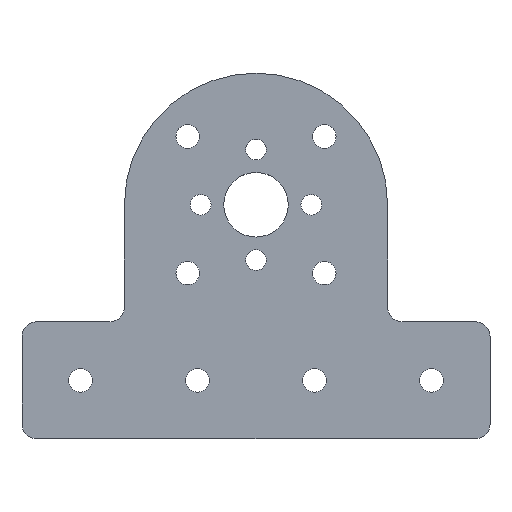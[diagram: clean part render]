
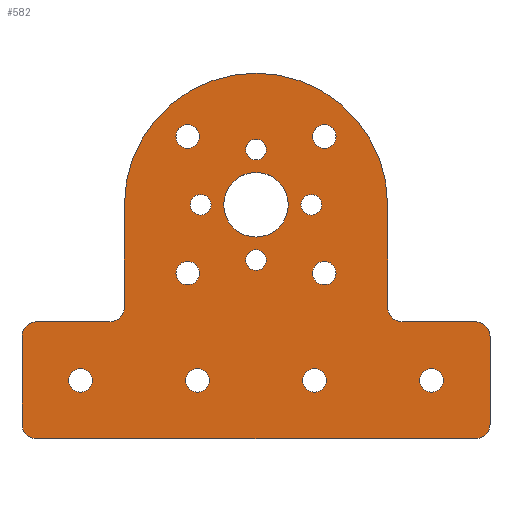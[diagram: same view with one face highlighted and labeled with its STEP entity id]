
A CAD part, top view. The second image highlights one B-rep face of the part: STEP entity #582.
In plain terms, the highlighted planar face has unit normal (0, 0, 1).
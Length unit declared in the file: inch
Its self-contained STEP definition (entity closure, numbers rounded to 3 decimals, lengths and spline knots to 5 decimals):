
#15=FACE_BOUND('',#89,.T.);
#16=FACE_BOUND('',#90,.T.);
#17=FACE_BOUND('',#91,.T.);
#18=FACE_BOUND('',#92,.T.);
#19=FACE_BOUND('',#93,.T.);
#20=FACE_BOUND('',#94,.T.);
#21=FACE_BOUND('',#95,.T.);
#22=FACE_BOUND('',#96,.T.);
#23=FACE_BOUND('',#97,.T.);
#24=FACE_BOUND('',#98,.T.);
#25=FACE_BOUND('',#99,.T.);
#26=FACE_BOUND('',#100,.T.);
#27=FACE_BOUND('',#101,.T.);
#41=PLANE('',#651);
#59=FACE_OUTER_BOUND('',#88,.T.);
#88=EDGE_LOOP('',(#427,#428,#429,#430,#431,#432,#433,#434,#435,#436,#437,
#438,#439,#440));
#89=EDGE_LOOP('',(#441));
#90=EDGE_LOOP('',(#442));
#91=EDGE_LOOP('',(#443));
#92=EDGE_LOOP('',(#444));
#93=EDGE_LOOP('',(#445));
#94=EDGE_LOOP('',(#446));
#95=EDGE_LOOP('',(#447));
#96=EDGE_LOOP('',(#448));
#97=EDGE_LOOP('',(#449));
#98=EDGE_LOOP('',(#450));
#99=EDGE_LOOP('',(#451));
#100=EDGE_LOOP('',(#452));
#101=EDGE_LOOP('',(#453));
#144=LINE('',#934,#185);
#145=LINE('',#938,#186);
#146=LINE('',#942,#187);
#147=LINE('',#946,#188);
#148=LINE('',#950,#189);
#149=LINE('',#954,#190);
#150=LINE('',#957,#191);
#185=VECTOR('',#761,0.3937);
#186=VECTOR('',#764,0.3937);
#187=VECTOR('',#767,0.3937);
#188=VECTOR('',#770,0.3937);
#189=VECTOR('',#773,0.3937);
#190=VECTOR('',#776,0.3937);
#191=VECTOR('',#779,0.3937);
#216=CIRCLE('',#625,0.0885);
#218=CIRCLE('',#628,0.0885);
#220=CIRCLE('',#631,0.0885);
#222=CIRCLE('',#634,0.0885);
#224=CIRCLE('',#637,0.1005);
#226=CIRCLE('',#640,0.1005);
#228=CIRCLE('',#643,0.1005);
#230=CIRCLE('',#646,0.1005);
#232=CIRCLE('',#649,0.125);
#234=CIRCLE('',#652,0.125);
#235=CIRCLE('',#653,0.125);
#236=CIRCLE('',#654,1.125);
#237=CIRCLE('',#655,0.125);
#238=CIRCLE('',#656,0.125);
#239=CIRCLE('',#657,0.125);
#240=CIRCLE('',#658,0.1015);
#241=CIRCLE('',#659,0.1015);
#242=CIRCLE('',#660,0.1015);
#243=CIRCLE('',#661,0.1015);
#244=CIRCLE('',#662,0.27559);
#256=VERTEX_POINT('',#876);
#258=VERTEX_POINT('',#882);
#260=VERTEX_POINT('',#888);
#262=VERTEX_POINT('',#894);
#264=VERTEX_POINT('',#900);
#266=VERTEX_POINT('',#906);
#268=VERTEX_POINT('',#912);
#270=VERTEX_POINT('',#918);
#272=VERTEX_POINT('',#924);
#273=VERTEX_POINT('',#925);
#276=VERTEX_POINT('',#933);
#277=VERTEX_POINT('',#935);
#278=VERTEX_POINT('',#937);
#279=VERTEX_POINT('',#939);
#280=VERTEX_POINT('',#941);
#281=VERTEX_POINT('',#943);
#282=VERTEX_POINT('',#945);
#283=VERTEX_POINT('',#947);
#284=VERTEX_POINT('',#949);
#285=VERTEX_POINT('',#951);
#286=VERTEX_POINT('',#953);
#287=VERTEX_POINT('',#955);
#288=VERTEX_POINT('',#958);
#289=VERTEX_POINT('',#960);
#290=VERTEX_POINT('',#962);
#291=VERTEX_POINT('',#964);
#292=VERTEX_POINT('',#966);
#310=EDGE_CURVE('',#256,#256,#216,.T.);
#313=EDGE_CURVE('',#258,#258,#218,.T.);
#316=EDGE_CURVE('',#260,#260,#220,.T.);
#319=EDGE_CURVE('',#262,#262,#222,.T.);
#322=EDGE_CURVE('',#264,#264,#224,.T.);
#325=EDGE_CURVE('',#266,#266,#226,.T.);
#328=EDGE_CURVE('',#268,#268,#228,.T.);
#331=EDGE_CURVE('',#270,#270,#230,.T.);
#334=EDGE_CURVE('',#272,#273,#232,.T.);
#338=EDGE_CURVE('',#272,#276,#144,.T.);
#339=EDGE_CURVE('',#277,#276,#234,.T.);
#340=EDGE_CURVE('',#277,#278,#145,.T.);
#341=EDGE_CURVE('',#279,#278,#235,.T.);
#342=EDGE_CURVE('',#279,#280,#146,.T.);
#343=EDGE_CURVE('',#280,#281,#236,.T.);
#344=EDGE_CURVE('',#281,#282,#147,.T.);
#345=EDGE_CURVE('',#283,#282,#237,.T.);
#346=EDGE_CURVE('',#283,#284,#148,.T.);
#347=EDGE_CURVE('',#285,#284,#238,.T.);
#348=EDGE_CURVE('',#285,#286,#149,.T.);
#349=EDGE_CURVE('',#287,#286,#239,.T.);
#350=EDGE_CURVE('',#287,#273,#150,.T.);
#351=EDGE_CURVE('',#288,#288,#240,.T.);
#352=EDGE_CURVE('',#289,#289,#241,.T.);
#353=EDGE_CURVE('',#290,#290,#242,.T.);
#354=EDGE_CURVE('',#291,#291,#243,.T.);
#355=EDGE_CURVE('',#292,#292,#244,.T.);
#427=ORIENTED_EDGE('',*,*,#334,.F.);
#428=ORIENTED_EDGE('',*,*,#338,.T.);
#429=ORIENTED_EDGE('',*,*,#339,.F.);
#430=ORIENTED_EDGE('',*,*,#340,.T.);
#431=ORIENTED_EDGE('',*,*,#341,.F.);
#432=ORIENTED_EDGE('',*,*,#342,.T.);
#433=ORIENTED_EDGE('',*,*,#343,.T.);
#434=ORIENTED_EDGE('',*,*,#344,.T.);
#435=ORIENTED_EDGE('',*,*,#345,.F.);
#436=ORIENTED_EDGE('',*,*,#346,.T.);
#437=ORIENTED_EDGE('',*,*,#347,.F.);
#438=ORIENTED_EDGE('',*,*,#348,.T.);
#439=ORIENTED_EDGE('',*,*,#349,.F.);
#440=ORIENTED_EDGE('',*,*,#350,.T.);
#441=ORIENTED_EDGE('',*,*,#310,.T.);
#442=ORIENTED_EDGE('',*,*,#313,.T.);
#443=ORIENTED_EDGE('',*,*,#316,.T.);
#444=ORIENTED_EDGE('',*,*,#319,.T.);
#445=ORIENTED_EDGE('',*,*,#322,.T.);
#446=ORIENTED_EDGE('',*,*,#325,.T.);
#447=ORIENTED_EDGE('',*,*,#328,.T.);
#448=ORIENTED_EDGE('',*,*,#331,.T.);
#449=ORIENTED_EDGE('',*,*,#351,.T.);
#450=ORIENTED_EDGE('',*,*,#352,.T.);
#451=ORIENTED_EDGE('',*,*,#353,.T.);
#452=ORIENTED_EDGE('',*,*,#354,.T.);
#453=ORIENTED_EDGE('',*,*,#355,.T.);
#582=ADVANCED_FACE('',(#59,#15,#16,#17,#18,#19,#20,#21,#22,#23,#24,#25,
#26,#27),#41,.T.);
#625=AXIS2_PLACEMENT_3D('',#877,#697,#698);
#628=AXIS2_PLACEMENT_3D('',#883,#704,#705);
#631=AXIS2_PLACEMENT_3D('',#889,#711,#712);
#634=AXIS2_PLACEMENT_3D('',#895,#718,#719);
#637=AXIS2_PLACEMENT_3D('',#901,#725,#726);
#640=AXIS2_PLACEMENT_3D('',#907,#732,#733);
#643=AXIS2_PLACEMENT_3D('',#913,#739,#740);
#646=AXIS2_PLACEMENT_3D('',#919,#746,#747);
#649=AXIS2_PLACEMENT_3D('',#926,#753,#754);
#651=AXIS2_PLACEMENT_3D('',#932,#759,#760);
#652=AXIS2_PLACEMENT_3D('',#936,#762,#763);
#653=AXIS2_PLACEMENT_3D('',#940,#765,#766);
#654=AXIS2_PLACEMENT_3D('',#944,#768,#769);
#655=AXIS2_PLACEMENT_3D('',#948,#771,#772);
#656=AXIS2_PLACEMENT_3D('',#952,#774,#775);
#657=AXIS2_PLACEMENT_3D('',#956,#777,#778);
#658=AXIS2_PLACEMENT_3D('',#959,#780,#781);
#659=AXIS2_PLACEMENT_3D('',#961,#782,#783);
#660=AXIS2_PLACEMENT_3D('',#963,#784,#785);
#661=AXIS2_PLACEMENT_3D('',#965,#786,#787);
#662=AXIS2_PLACEMENT_3D('',#967,#788,#789);
#697=DIRECTION('center_axis',(0.,0.,-1.));
#698=DIRECTION('ref_axis',(0.,-1.,0.));
#704=DIRECTION('center_axis',(0.,0.,-1.));
#705=DIRECTION('ref_axis',(-1.,0.,0.));
#711=DIRECTION('center_axis',(0.,0.,-1.));
#712=DIRECTION('ref_axis',(0.,1.,0.));
#718=DIRECTION('center_axis',(0.,0.,-1.));
#719=DIRECTION('ref_axis',(1.,0.,0.));
#725=DIRECTION('center_axis',(0.,0.,-1.));
#726=DIRECTION('ref_axis',(0.,-1.,0.));
#732=DIRECTION('center_axis',(0.,0.,-1.));
#733=DIRECTION('ref_axis',(-1.,0.,0.));
#739=DIRECTION('center_axis',(0.,0.,-1.));
#740=DIRECTION('ref_axis',(0.,1.,0.));
#746=DIRECTION('center_axis',(0.,0.,-1.));
#747=DIRECTION('ref_axis',(1.,0.,0.));
#753=DIRECTION('center_axis',(0.,0.,-1.));
#754=DIRECTION('ref_axis',(0.707,-0.707,0.));
#759=DIRECTION('center_axis',(0.,0.,1.));
#760=DIRECTION('ref_axis',(1.,0.,0.));
#761=DIRECTION('',(0.,1.,0.));
#762=DIRECTION('center_axis',(0.,0.,-1.));
#763=DIRECTION('ref_axis',(0.707,0.707,0.));
#764=DIRECTION('',(-1.,0.,0.));
#765=DIRECTION('center_axis',(0.,0.,1.));
#766=DIRECTION('ref_axis',(-0.707,-0.707,0.));
#767=DIRECTION('',(0.,1.,0.));
#768=DIRECTION('center_axis',(0.,0.,1.));
#769=DIRECTION('ref_axis',(1.,0.,0.));
#770=DIRECTION('',(0.,-1.,0.));
#771=DIRECTION('center_axis',(0.,0.,1.));
#772=DIRECTION('ref_axis',(0.707,-0.707,0.));
#773=DIRECTION('',(-1.,0.,0.));
#774=DIRECTION('center_axis',(0.,0.,-1.));
#775=DIRECTION('ref_axis',(-0.707,0.707,0.));
#776=DIRECTION('',(0.,-1.,0.));
#777=DIRECTION('center_axis',(0.,0.,-1.));
#778=DIRECTION('ref_axis',(-0.707,-0.707,0.));
#779=DIRECTION('',(1.,0.,0.));
#780=DIRECTION('center_axis',(0.,0.,-1.));
#781=DIRECTION('ref_axis',(-1.,0.,0.));
#782=DIRECTION('center_axis',(0.,0.,-1.));
#783=DIRECTION('ref_axis',(-1.,0.,0.));
#784=DIRECTION('center_axis',(0.,0.,-1.));
#785=DIRECTION('ref_axis',(-1.,0.,0.));
#786=DIRECTION('center_axis',(0.,0.,-1.));
#787=DIRECTION('ref_axis',(-1.,0.,0.));
#788=DIRECTION('center_axis',(0.,0.,-1.));
#789=DIRECTION('ref_axis',(-1.,0.,0.));
#876=CARTESIAN_POINT('',(0.47244,0.0885,0.13));
#877=CARTESIAN_POINT('Origin',(0.47244,0.,0.13));
#882=CARTESIAN_POINT('',(0.0885,-0.47244,0.13));
#883=CARTESIAN_POINT('Origin',(0.,-0.47244,
0.13));
#888=CARTESIAN_POINT('',(-0.47244,-0.0885,0.13));
#889=CARTESIAN_POINT('Origin',(-0.47244,0.,0.13));
#894=CARTESIAN_POINT('',(-0.0885,0.47244,0.13));
#895=CARTESIAN_POINT('Origin',(0.,0.47244,0.13));
#900=CARTESIAN_POINT('',(0.58336,-0.48286,0.13));
#901=CARTESIAN_POINT('Origin',(0.58336,-0.58336,0.13));
#906=CARTESIAN_POINT('',(-0.48286,-0.58336,0.13));
#907=CARTESIAN_POINT('Origin',(-0.58336,-0.58336,0.13));
#912=CARTESIAN_POINT('',(-0.58336,0.48286,0.13));
#913=CARTESIAN_POINT('Origin',(-0.58336,0.58336,0.13));
#918=CARTESIAN_POINT('',(0.48286,0.58336,0.13));
#919=CARTESIAN_POINT('Origin',(0.58336,0.58336,0.13));
#924=CARTESIAN_POINT('',(2.,-1.875,0.13));
#925=CARTESIAN_POINT('',(1.875,-2.,0.13));
#926=CARTESIAN_POINT('Origin',(1.875,-1.875,0.13));
#932=CARTESIAN_POINT('Origin',(0.,-0.4375,0.13));
#933=CARTESIAN_POINT('',(2.,-1.125,0.13));
#934=CARTESIAN_POINT('',(2.,-2.,0.13));
#935=CARTESIAN_POINT('',(1.875,-1.,0.13));
#936=CARTESIAN_POINT('Origin',(1.875,-1.125,0.13));
#937=CARTESIAN_POINT('',(1.25,-1.,0.13));
#938=CARTESIAN_POINT('',(2.,-1.,0.13));
#939=CARTESIAN_POINT('',(1.125,-0.875,0.13));
#940=CARTESIAN_POINT('Origin',(1.25,-0.875,0.13));
#941=CARTESIAN_POINT('',(1.125,0.,0.13));
#942=CARTESIAN_POINT('',(1.125,-1.,0.13));
#943=CARTESIAN_POINT('',(-1.125,0.,0.13));
#944=CARTESIAN_POINT('Origin',(0.,0.,0.13));
#945=CARTESIAN_POINT('',(-1.125,-0.875,0.13));
#946=CARTESIAN_POINT('',(-1.125,0.,0.13));
#947=CARTESIAN_POINT('',(-1.25,-1.,0.13));
#948=CARTESIAN_POINT('Origin',(-1.25,-0.875,0.13));
#949=CARTESIAN_POINT('',(-1.875,-1.,0.13));
#950=CARTESIAN_POINT('',(-1.125,-1.,0.13));
#951=CARTESIAN_POINT('',(-2.,-1.125,0.13));
#952=CARTESIAN_POINT('Origin',(-1.875,-1.125,0.13));
#953=CARTESIAN_POINT('',(-2.,-1.875,0.13));
#954=CARTESIAN_POINT('',(-2.,-1.,0.13));
#955=CARTESIAN_POINT('',(-1.875,-2.,0.13));
#956=CARTESIAN_POINT('Origin',(-1.875,-1.875,0.13));
#957=CARTESIAN_POINT('',(-2.,-2.,0.13));
#958=CARTESIAN_POINT('',(1.6015,-1.5,0.13));
#959=CARTESIAN_POINT('Origin',(1.5,-1.5,0.13));
#960=CARTESIAN_POINT('',(0.6015,-1.5,0.13));
#961=CARTESIAN_POINT('Origin',(0.5,-1.5,0.13));
#962=CARTESIAN_POINT('',(-1.3985,-1.5,0.13));
#963=CARTESIAN_POINT('Origin',(-1.5,-1.5,0.13));
#964=CARTESIAN_POINT('',(-0.3985,-1.5,0.13));
#965=CARTESIAN_POINT('Origin',(-0.5,-1.5,0.13));
#966=CARTESIAN_POINT('',(0.27559,0.,0.13));
#967=CARTESIAN_POINT('Origin',(0.,0.,0.13));
